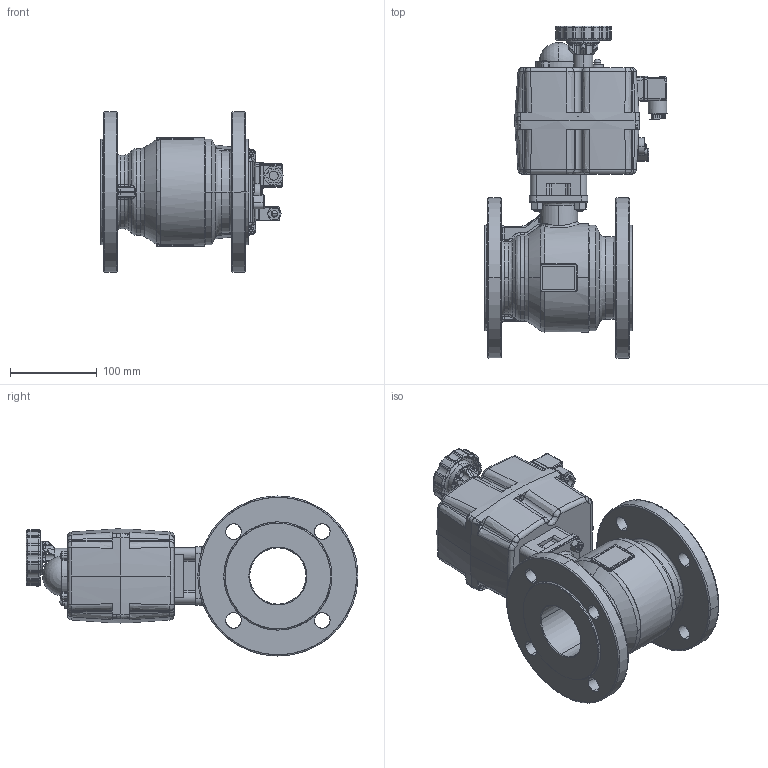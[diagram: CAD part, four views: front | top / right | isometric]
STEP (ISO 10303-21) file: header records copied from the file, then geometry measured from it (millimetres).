
FILE_DESCRIPTION (( 'STEP AP203' ), '1' );
FILE_NAME ('EK04-DN65_(EK04000009).STEP', '2022-05-20T12:04:32', ( '' ), ( '' ), 'SwSTEP 2.0', 'SolidWorks 2021', '' );
FILE_SCHEMA (( 'CONFIG_CONTROL_DESIGN' ));
Length unit declared in the file: metre
Products named in the file (1): EK04-DN65_(EK04000009)
Bounding box: 210.3 x 383.5 x 185 mm (x, y, z)
Surface area: 331548.9 mm2 (no closed solid volume)
Topology: 0 solids, 374 shells, 1450 faces, 5392 edges, 4194 vertices
Faces by surface type: cylinder 493, plane 386, torus 256, bspline 199, cone 103, sphere 13
Entity records: 86540 total; most frequent: CARTESIAN_POINT 43078, DIRECTION 9025, ORIENTED_EDGE 7538, EDGE_CURVE 5355, VERTEX_POINT 4193, AXIS2_PLACEMENT_3D 3454, CIRCLE 2202, VECTOR 2117
